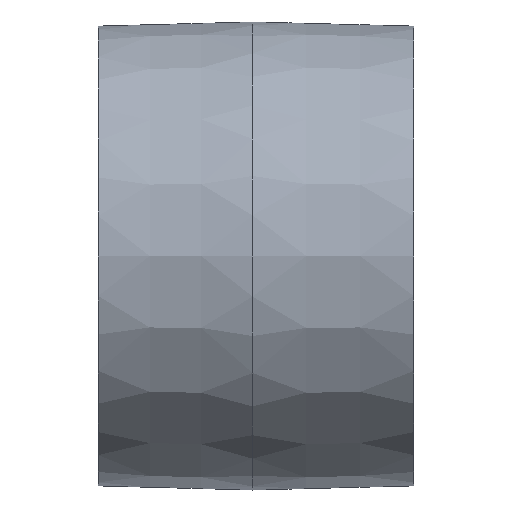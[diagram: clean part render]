
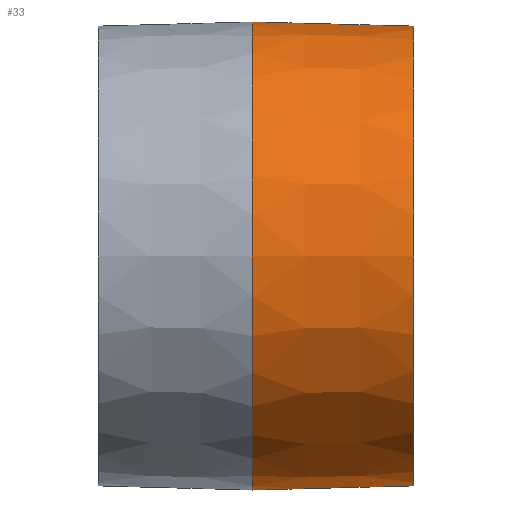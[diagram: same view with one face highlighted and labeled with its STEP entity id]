
A CAD part, front view. The second image highlights one B-rep face of the part: STEP entity #33.
In plain terms, the highlighted conical face has half-angle 1.463 degrees and reference radius 65.575 mm.
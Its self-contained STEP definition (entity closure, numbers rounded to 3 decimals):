
#33 = ADVANCED_FACE( '', ( #68, #69 ), #70, .T. );
#68 = FACE_OUTER_BOUND( '', #111, .T. );
#69 = FACE_BOUND( '', #112, .T. );
#70 = CONICAL_SURFACE( '', #113, 65.575, 0.026 );
#111 = EDGE_LOOP( '', ( #148 ) );
#112 = EDGE_LOOP( '', ( #149 ) );
#113 = AXIS2_PLACEMENT_3D( '', #150, #151, #152 );
#148 = ORIENTED_EDGE( '', *, *, #202, .T. );
#149 = ORIENTED_EDGE( '', *, *, #203, .F. );
#150 = CARTESIAN_POINT( '', ( 43., 0., 0. ) );
#151 = DIRECTION( '', ( -1., 0., 0. ) );
#152 = DIRECTION( '', ( 0., 0., 1. ) );
#202 = EDGE_CURVE( '', #220, #220, #221, .T. );
#203 = EDGE_CURVE( '', #222, #222, #223, .T. );
#220 = VERTEX_POINT( '', #247 );
#221 = CIRCLE( '', #248, 66.75 );
#222 = VERTEX_POINT( '', #249 );
#223 = CIRCLE( '', #250, 65.575 );
#247 = CARTESIAN_POINT( '', ( -3., 0., -66.75 ) );
#248 = AXIS2_PLACEMENT_3D( '', #273, #274, #275 );
#249 = CARTESIAN_POINT( '', ( 43., 0., -65.575 ) );
#250 = AXIS2_PLACEMENT_3D( '', #276, #277, #278 );
#273 = CARTESIAN_POINT( '', ( -3., 0., 0. ) );
#274 = DIRECTION( '', ( 1., 0., 0. ) );
#275 = DIRECTION( '', ( 0., 0., -1. ) );
#276 = CARTESIAN_POINT( '', ( 43., 0., 0. ) );
#277 = DIRECTION( '', ( 1., 0., 0. ) );
#278 = DIRECTION( '', ( 0., 0., -1. ) );
